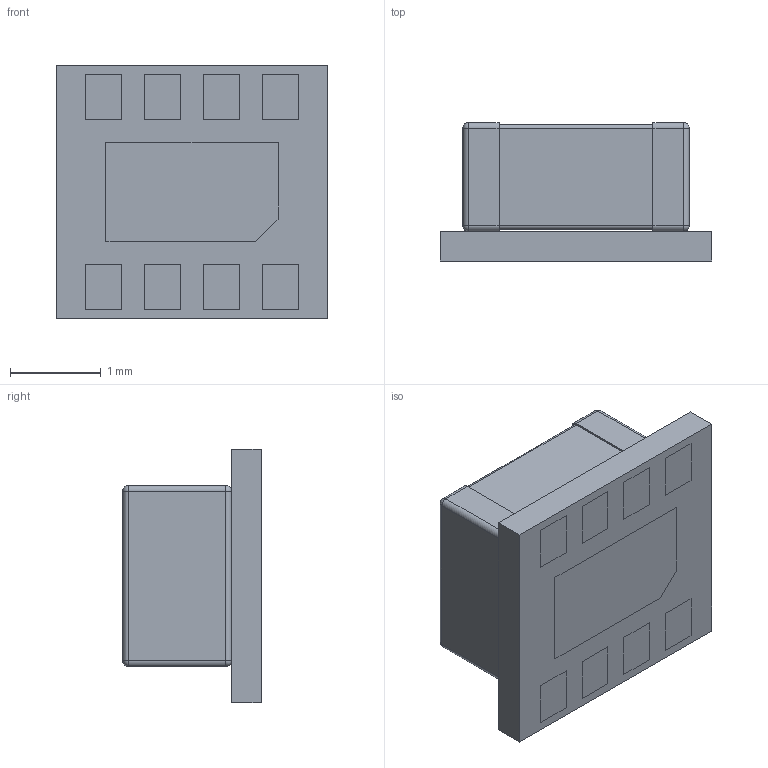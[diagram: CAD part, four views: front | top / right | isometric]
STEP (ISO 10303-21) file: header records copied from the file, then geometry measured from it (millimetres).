
FILE_DESCRIPTION (( 'STEP AP214' ), '1' );
FILE_NAME ('TPS82130SILT.STEP', '2020-05-04T09:23:44', ( '' ), ( '' ), 'SwSTEP 2.0', 'SolidWorks 2017', '' );
FILE_SCHEMA (( 'AUTOMOTIVE_DESIGN' ));
Length unit declared in the file: millimetre
Products named in the file (1): TPS82130SILT
Bounding box: 3 x 1.53 x 2.8 mm (x, y, z)
Volume: 8.5 mm3; surface area: 61.4 mm2
Topology: 14 solids, 14 shells, 160 faces, 350 edges, 220 vertices
Faces by surface type: plane 128, cylinder 24, sphere 8
Entity records: 4393 total; most frequent: CARTESIAN_POINT 723, DIRECTION 712, ORIENTED_EDGE 684, EDGE_CURVE 342, VECTOR 294, LINE 294, VERTEX_POINT 220, AXIS2_PLACEMENT_3D 209
